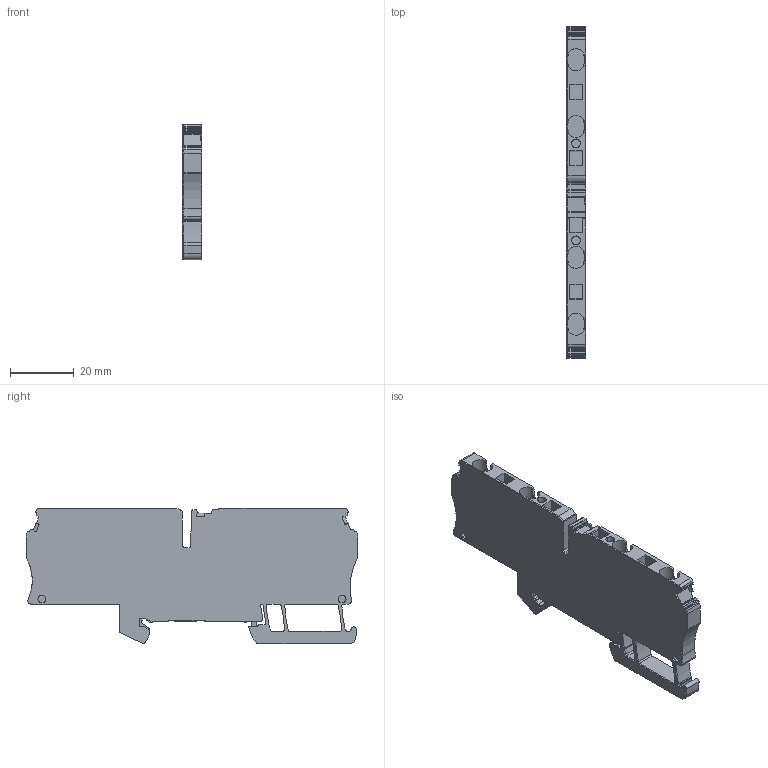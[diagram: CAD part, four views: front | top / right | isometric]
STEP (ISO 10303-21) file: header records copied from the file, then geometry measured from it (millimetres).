
FILE_DESCRIPTION(('CATIA V5R22 STEP214','CAx-IF Rec.Pracs.--- Model Styling and Organization---1.4--- 2014-01-23'),'2;1');
FILE_NAME ('031575-11_0', '2021-04-13T04:55:38+00:00', ('Weidmueller Interface'), ('Weidmueller'), 'CATIA Version 5-6 Release 2016 SP3 HF44', 'CATIA V5 STEP AP214', 'none');
FILE_SCHEMA(('AUTOMOTIVE_DESIGN { 1 0 10303 214 1 1 1 1 }'));
Length unit declared in the file: millimetre
Products named in the file (1): ZPE 4_4AN_TP1_AllCATPart
Bounding box: 6.1 x 104.35 x 42.6 mm (x, y, z)
Volume: 19979.5 mm3; surface area: 17243.8 mm2
Topology: 8 solids, 9 shells, 718 faces, 2054 edges, 1361 vertices
Faces by surface type: cylinder 326, plane 304, extrusion 79, torus 7, bspline 2
Entity records: 24077 total; most frequent: CARTESIAN_POINT 6169, ORIENTED_EDGE 4104, DIRECTION 2955, EDGE_CURVE 2052, VERTEX_POINT 1361, VECTOR 1290, LINE 1211, AXIS2_PLACEMENT_3D 1105
